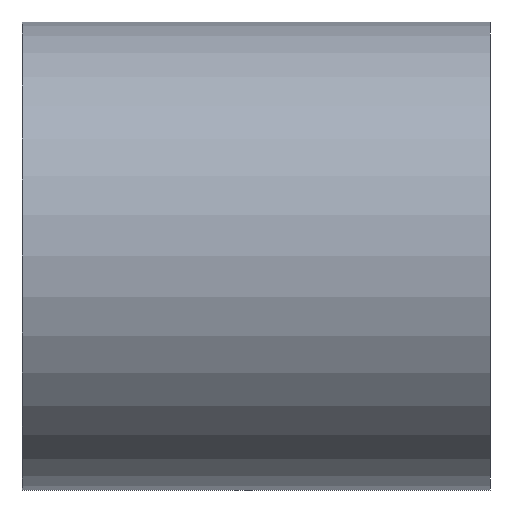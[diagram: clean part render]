
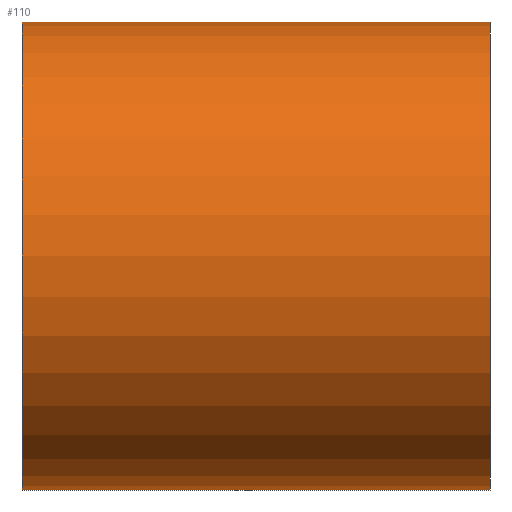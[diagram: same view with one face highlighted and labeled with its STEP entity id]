
A CAD part, left-side view. The second image highlights one B-rep face of the part: STEP entity #110.
In plain terms, the highlighted cylindrical face has radius 6.35 mm (diameter 12.7 mm), a partial arc.
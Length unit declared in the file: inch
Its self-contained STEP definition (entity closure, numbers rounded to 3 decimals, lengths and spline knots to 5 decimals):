
#6 = ORIENTED_EDGE ( 'NONE', *, *, #96, .F. ) ;
#7 = ORIENTED_EDGE ( 'NONE', *, *, #77, .T. ) ;
#17 = AXIS2_PLACEMENT_3D ( 'NONE', #231, #232, #233 ) ;
#18 = VECTOR ( 'NONE', #225, 39.37008 ) ;
#19 = AXIS2_PLACEMENT_3D ( 'NONE', #228, #229, #230 ) ;
#32 = FACE_OUTER_BOUND ( 'NONE', #160, .T. ) ;
#36 = AXIS2_PLACEMENT_3D ( 'NONE', #261, #262, #263 ) ;
#37 = CYLINDRICAL_SURFACE ( 'NONE', #36, 0.25 ) ;
#76 = ORIENTED_EDGE ( 'NONE', *, *, #92, .F. ) ;
#77 = EDGE_CURVE ( 'NONE', #186, #188, #189, .T. ) ;
#92 = EDGE_CURVE ( 'NONE', #185, #187, #223, .T. ) ;
#95 = EDGE_CURVE ( 'NONE', #188, #187, #122, .T. ) ;
#96 = EDGE_CURVE ( 'NONE', #186, #185, #123, .T. ) ;
#110 = ADVANCED_FACE ( 'NONE', ( #32 ), #37, .T. ) ;
#122 = CIRCLE ( 'NONE', #19, 0.25 ) ;
#123 = CIRCLE ( 'NONE', #17, 0.25 ) ;
#140 = VECTOR ( 'NONE', #191, 39.37008 ) ;
#152 = ORIENTED_EDGE ( 'NONE', *, *, #95, .T. ) ;
#160 = EDGE_LOOP ( 'NONE', ( #76, #6, #7, #152 ) ) ;
#185 = VERTEX_POINT ( 'NONE', #299 ) ;
#186 = VERTEX_POINT ( 'NONE', #300 ) ;
#187 = VERTEX_POINT ( 'NONE', #301 ) ;
#188 = VERTEX_POINT ( 'NONE', #302 ) ;
#189 = LINE ( 'NONE', #190, #140 ) ;
#190 = CARTESIAN_POINT ( 'NONE',  ( 0., 0.5, -0.25 ) ) ;
#191 = DIRECTION ( 'NONE',  ( 0., -1., 0. ) ) ;
#223 = LINE ( 'NONE', #224, #18 ) ;
#224 = CARTESIAN_POINT ( 'NONE',  ( 0., 0.5, 0.25 ) ) ;
#225 = DIRECTION ( 'NONE',  ( 0., -1., 0. ) ) ;
#228 = CARTESIAN_POINT ( 'NONE',  ( 0., 0., 0. ) ) ;
#229 = DIRECTION ( 'NONE',  ( 0., 1., 0. ) ) ;
#230 = DIRECTION ( 'NONE',  ( 0., 0., 1. ) ) ;
#231 = CARTESIAN_POINT ( 'NONE',  ( 0., 0.5, 0. ) ) ;
#232 = DIRECTION ( 'NONE',  ( 0., 1., 0. ) ) ;
#233 = DIRECTION ( 'NONE',  ( 0., 0., 1. ) ) ;
#261 = CARTESIAN_POINT ( 'NONE',  ( 0., 0.5, 0. ) ) ;
#262 = DIRECTION ( 'NONE',  ( 0., -1., 0. ) ) ;
#263 = DIRECTION ( 'NONE',  ( 0., 0., -1. ) ) ;
#299 = CARTESIAN_POINT ( 'NONE',  ( 0., 0.5, 0.25 ) ) ;
#300 = CARTESIAN_POINT ( 'NONE',  ( 0., 0.5, -0.25 ) ) ;
#301 = CARTESIAN_POINT ( 'NONE',  ( 0., 0., 0.25 ) ) ;
#302 = CARTESIAN_POINT ( 'NONE',  ( 0., 0., -0.25 ) ) ;
